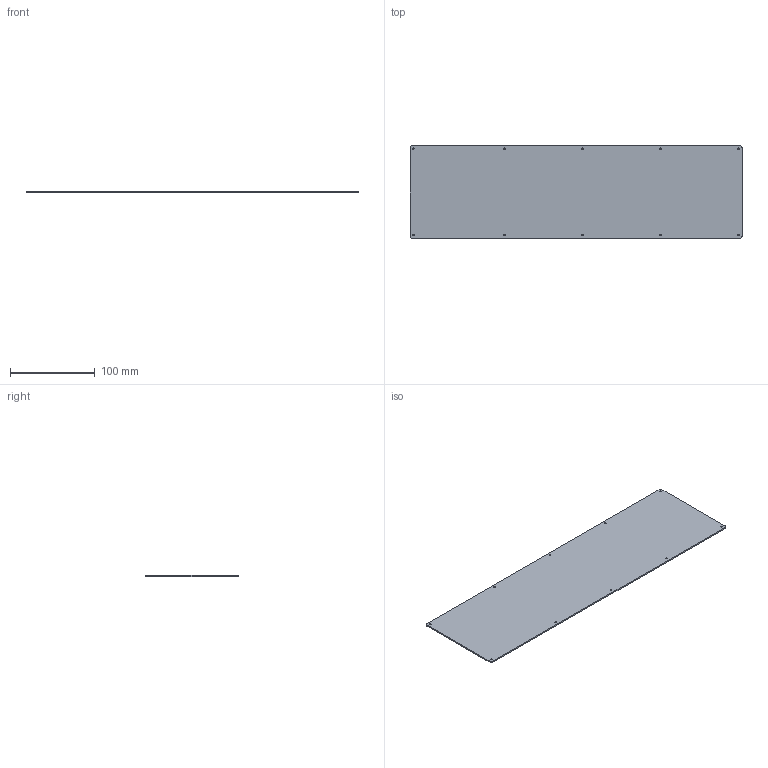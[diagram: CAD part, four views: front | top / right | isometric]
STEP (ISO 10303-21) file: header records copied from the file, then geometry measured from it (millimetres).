
FILE_DESCRIPTION(('KiCad electronic assembly'),'2;1');
FILE_NAME('southpawcase.step','2020-10-07T14:38:35',('An Author'),( 'A Company'),'Open CASCADE STEP processor 6.9', 'KiCad to STEP converter','Unknown');
FILE_SCHEMA(('AUTOMOTIVE_DESIGN { 1 0 10303 214 1 1 1 1 }'));
Length unit declared in the file: millimetre
Products named in the file (2): Open CASCADE STEP translator 6.9 1; COMPOUND
Assembly tree (1 placements, depth 2):
  Open CASCADE STEP translator 6.9 1
    COMPOUND
Bounding box: 391.44 x 109.54 x 1.6 mm (x, y, z)
Volume: 68550.2 mm3; surface area: 87379.8 mm2
Topology: 1 solids, 1 shells, 24 faces, 66 edges, 44 vertices
Faces by surface type: cylinder 14, plane 10
Full cylindrical faces by diameter (mm): 1.9 x10
Entity records: 1723 total; most frequent: DIRECTION 278, CARTESIAN_POINT 268, LINE 142, VECTOR 142, ORIENTED_EDGE 132, PCURVE 132, DEFINITIONAL_REPRESENTATION 132, EDGE_CURVE 66
